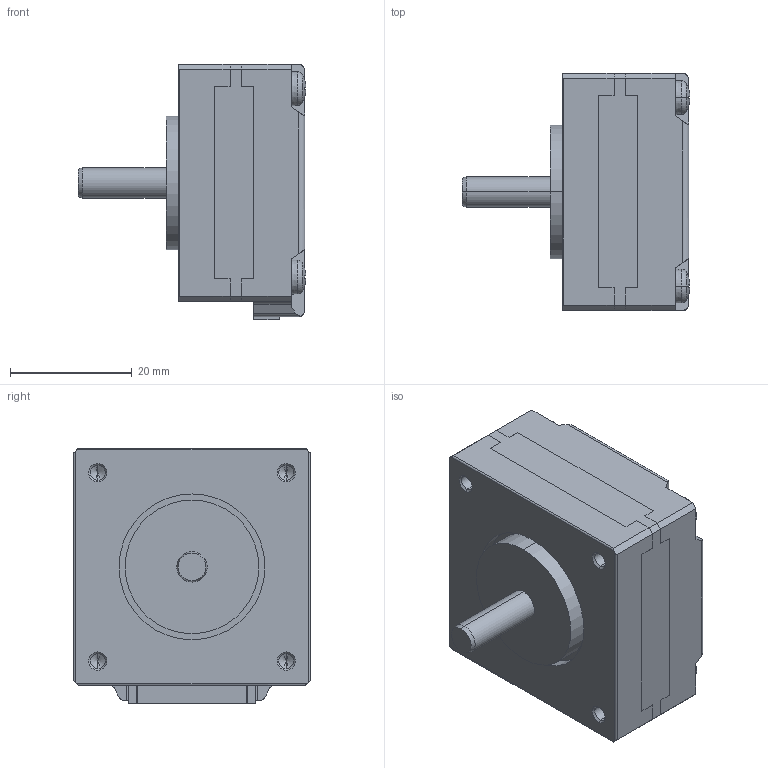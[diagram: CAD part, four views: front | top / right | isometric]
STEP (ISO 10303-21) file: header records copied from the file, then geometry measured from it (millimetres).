
FILE_DESCRIPTION(('starvars output'),'2;1');
FILE_NAME('kh39e_00.stp','09:32:27 2014/09/17',( 'Thomas Industrial Network Germany GmbH'),( 'Thomas Industrial Network Germany GmbH'),'unknown preprocess','ACIS' ,'unknown authorization');
FILE_SCHEMA(('AUTOMOTIVE_DESIGN_CC2 {UNKNOWN IMPLEMENTATION LEVEL}'));
Length unit declared in the file: millimetre
Products named in the file (1): PRODUCT_ID_6
Bounding box: 37.49 x 39 x 42 mm (x, y, z)
Volume: 32462.1 mm3; surface area: 7626.2 mm2
Topology: 1 solids, 1 shells, 226 faces, 582 edges, 366 vertices
Faces by surface type: plane 138, cylinder 46, cone 26, bspline 8, torus 8
Entity records: 8147 total; most frequent: CARTESIAN_POINT 1495, ORIENTED_EDGE 1148, DIRECTION 777, EDGE_CURVE 574, VERTEX_POINT 366, VECTOR 337, LINE 337, EDGE_LOOP 242
